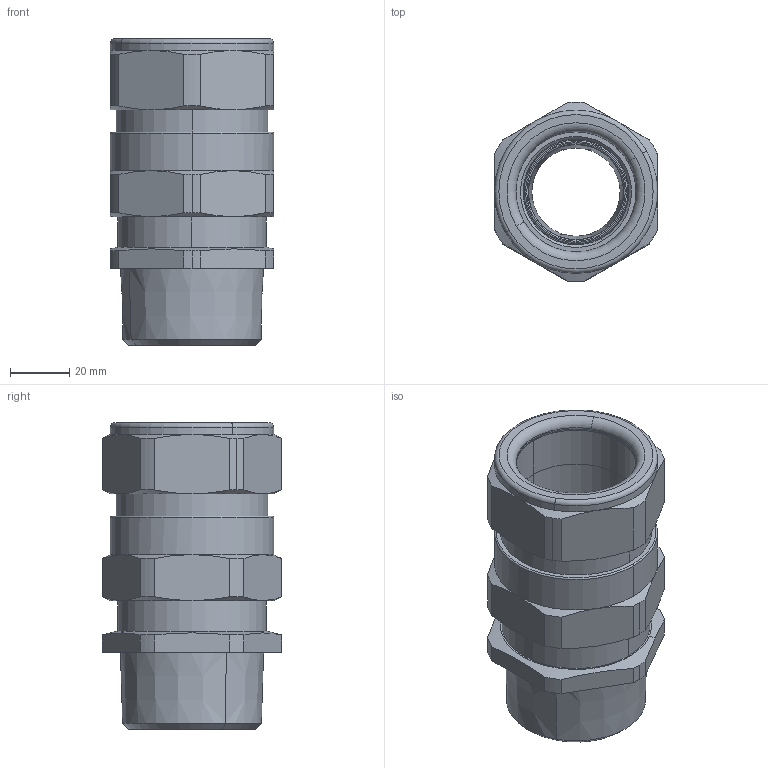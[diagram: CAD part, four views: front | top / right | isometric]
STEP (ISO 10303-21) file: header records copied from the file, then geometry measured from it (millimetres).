
FILE_DESCRIPTION(('CATIA V5 STEP Exchange','CAx-IF Rec.Pracs.--- Model Styling and Organization---1.4--- 2014-01-23'),'2;1');
FILE_NAME ('147524-1_0_1185240000_1185240000.stp','2022-04-07T01:26:03+00:00',('none'),('Weidmueller'),'CATIA Version 5-6 Release 2016 SP3 HF44','CATIA V5 STEP AP214','none');
FILE_SCHEMA(('AUTOMOTIVE_DESIGN { 1 0 10303 214 1 1 1 1 }'));
Length unit declared in the file: millimetre
Products named in the file (1): E1XZ/40/NPT1-1/2-WM
Bounding box: 55 x 60.5 x 103.4 mm (x, y, z)
Volume: 120303.2 mm3; surface area: 58262.5 mm2
Topology: 3 solids, 3 shells, 218 faces, 508 edges, 312 vertices
Faces by surface type: cone 74, cylinder 72, plane 40, torus 32
Entity records: 5831 total; most frequent: CARTESIAN_POINT 1321, ORIENTED_EDGE 1016, DIRECTION 713, EDGE_CURVE 508, AXIS2_PLACEMENT_3D 433, VERTEX_POINT 312, CIRCLE 297, EDGE_LOOP 240
